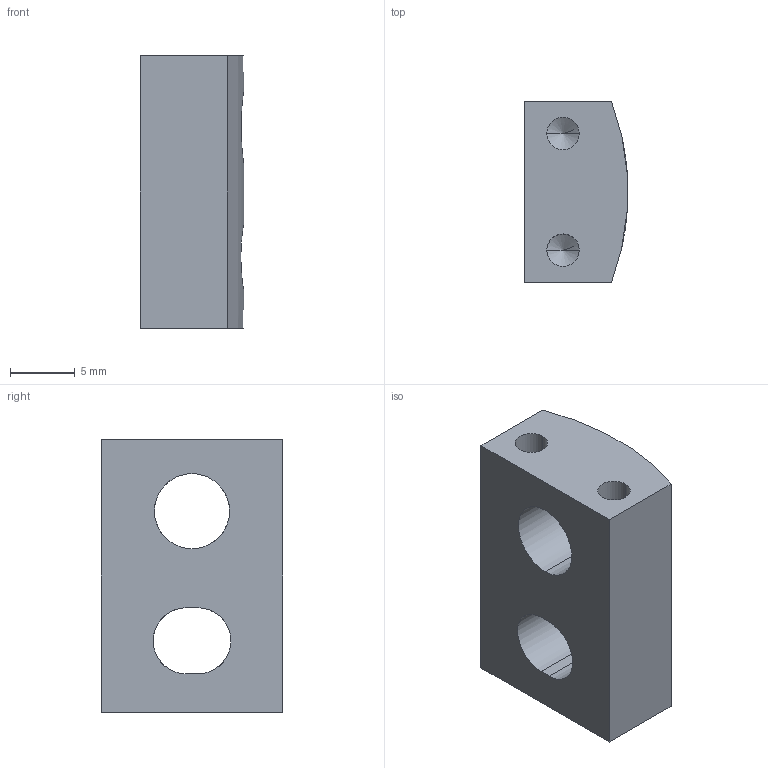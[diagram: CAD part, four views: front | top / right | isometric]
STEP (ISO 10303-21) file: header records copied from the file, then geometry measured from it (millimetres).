
FILE_DESCRIPTION (( 'STEP AP214' ), '1' );
FILE_NAME ('12600010.STEP', '2021-03-15T09:41:46', ( '' ), ( '' ), 'SwSTEP 2.0', 'SolidWorks 2020', '' );
FILE_SCHEMA (( 'AUTOMOTIVE_DESIGN' ));
Length unit declared in the file: millimetre
Products named in the file (1): 12600010
Bounding box: 8 x 14 x 21 mm (x, y, z)
Volume: 1678.6 mm3; surface area: 1494.2 mm2
Topology: 1 solids, 1 shells, 28 faces, 70 edges, 40 vertices
Faces by surface type: cylinder 13, cone 8, plane 7
Entity records: 1032 total; most frequent: CARTESIAN_POINT 263, DIRECTION 140, ORIENTED_EDGE 124, EDGE_CURVE 62, AXIS2_PLACEMENT_3D 53, VERTEX_POINT 40, EDGE_LOOP 36, LINE 34
